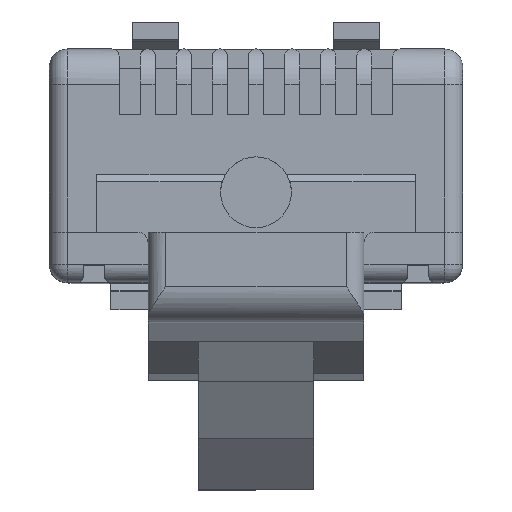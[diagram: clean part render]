
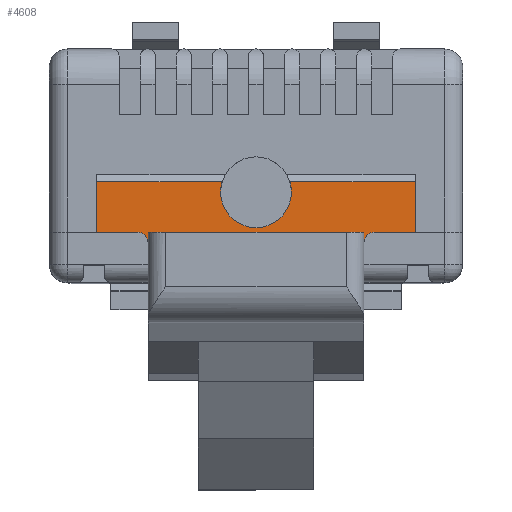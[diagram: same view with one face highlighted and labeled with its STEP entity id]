
A CAD part, top view. The second image highlights one B-rep face of the part: STEP entity #4608.
In plain terms, the highlighted planar face has unit normal (0, 0, 1).
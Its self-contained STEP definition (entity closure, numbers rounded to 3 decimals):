
#13 = DIRECTION ( 'NONE',  ( 1., 0., 0. ) ) ;
#158 = EDGE_CURVE ( 'NONE', #12054, #4261, #7621, .T. ) ;
#383 = EDGE_CURVE ( 'NONE', #12054, #3171, #8221, .T. ) ;
#583 = CARTESIAN_POINT ( 'NONE',  ( 1., -0.75, 0.2 ) ) ;
#601 = ORIENTED_EDGE ( 'NONE', *, *, #10012, .T. ) ;
#644 = EDGE_CURVE ( 'NONE', #6869, #3171, #5714, .T. ) ;
#1308 = DIRECTION ( 'NONE',  ( 1., 0., 0. ) ) ;
#1331 = CARTESIAN_POINT ( 'NONE',  ( -3.05, -0.45, 0.2 ) ) ;
#1379 = CARTESIAN_POINT ( 'NONE',  ( 4.5, -1.88, 0.2 ) ) ;
#1536 = EDGE_CURVE ( 'NONE', #7476, #3858, #5200, .T. ) ;
#1551 = VERTEX_POINT ( 'NONE', #6155 ) ;
#1579 = LINE ( 'NONE', #6333, #4532 ) ;
#1618 = CARTESIAN_POINT ( 'NONE',  ( -0.954, -0.45, 0.2 ) ) ;
#1630 = FACE_OUTER_BOUND ( 'NONE', #6595, .T. ) ;
#1683 = CARTESIAN_POINT ( 'NONE',  ( -5.84, -1.88, 0.2 ) ) ;
#2047 = ORIENTED_EDGE ( 'NONE', *, *, #4650, .T. ) ;
#2095 = PLANE ( 'NONE',  #8280 ) ;
#2166 = AXIS2_PLACEMENT_3D ( 'NONE', #4696, #2720, #5546 ) ;
#2167 = DIRECTION ( 'NONE',  ( 1., 0., 0. ) ) ;
#2295 = ORIENTED_EDGE ( 'NONE', *, *, #11202, .F. ) ;
#2321 = LINE ( 'NONE', #10838, #7602 ) ;
#2720 = DIRECTION ( 'NONE',  ( 0., 0., 1. ) ) ;
#2856 = CIRCLE ( 'NONE', #9369, 1. ) ;
#2902 = DIRECTION ( 'NONE',  ( 1., 0., 0. ) ) ;
#3171 = VERTEX_POINT ( 'NONE', #12125 ) ;
#3289 = ORIENTED_EDGE ( 'NONE', *, *, #1536, .T. ) ;
#3487 = ORIENTED_EDGE ( 'NONE', *, *, #5335, .T. ) ;
#3541 = DIRECTION ( 'NONE',  ( -1., 0., 0. ) ) ;
#3752 = CARTESIAN_POINT ( 'NONE',  ( -3.05, -2.18, 0.2 ) ) ;
#3858 = VERTEX_POINT ( 'NONE', #7804 ) ;
#4085 = DIRECTION ( 'NONE',  ( 0., -1., 0. ) ) ;
#4139 = ORIENTED_EDGE ( 'NONE', *, *, #10543, .F. ) ;
#4228 = CARTESIAN_POINT ( 'NONE',  ( -3.35, -2.18, 0.2 ) ) ;
#4261 = VERTEX_POINT ( 'NONE', #8732 ) ;
#4265 = CIRCLE ( 'NONE', #7792, 0.3 ) ;
#4272 = DIRECTION ( 'NONE',  ( 0., 0., -1. ) ) ;
#4378 = ORIENTED_EDGE ( 'NONE', *, *, #6632, .F. ) ;
#4532 = VECTOR ( 'NONE', #3541, 1000. ) ;
#4608 = ADVANCED_FACE ( 'NONE', ( #1630 ), #2095, .T. ) ;
#4650 = EDGE_CURVE ( 'NONE', #4854, #8883, #4265, .T. ) ;
#4696 = CARTESIAN_POINT ( 'NONE',  ( 0., -0.75, 0.2 ) ) ;
#4854 = VERTEX_POINT ( 'NONE', #12047 ) ;
#4935 = LINE ( 'NONE', #1331, #7124 ) ;
#5200 = LINE ( 'NONE', #11745, #9594 ) ;
#5233 = DIRECTION ( 'NONE',  ( 0., 1., 0. ) ) ;
#5283 = DIRECTION ( 'NONE',  ( 0., -1., 0. ) ) ;
#5335 = EDGE_CURVE ( 'NONE', #10038, #10315, #2321, .T. ) ;
#5364 = LINE ( 'NONE', #6646, #9177 ) ;
#5546 = DIRECTION ( 'NONE',  ( 1., 0., 0. ) ) ;
#5714 = LINE ( 'NONE', #1683, #10269 ) ;
#5728 = VECTOR ( 'NONE', #9838, 1000. ) ;
#5952 = ORIENTED_EDGE ( 'NONE', *, *, #158, .T. ) ;
#6022 = CARTESIAN_POINT ( 'NONE',  ( 0., -0.75, 0.2 ) ) ;
#6128 = ORIENTED_EDGE ( 'NONE', *, *, #383, .F. ) ;
#6155 = CARTESIAN_POINT ( 'NONE',  ( -1., -0.75, 0.2 ) ) ;
#6219 = ORIENTED_EDGE ( 'NONE', *, *, #9480, .F. ) ;
#6264 = EDGE_CURVE ( 'NONE', #6807, #10315, #8020, .T. ) ;
#6265 = DIRECTION ( 'NONE',  ( 0., 0., -1. ) ) ;
#6333 = CARTESIAN_POINT ( 'NONE',  ( -5.84, -1.88, 0.2 ) ) ;
#6414 = ORIENTED_EDGE ( 'NONE', *, *, #6530, .F. ) ;
#6530 = EDGE_CURVE ( 'NONE', #6869, #8883, #4935, .T. ) ;
#6559 = CIRCLE ( 'NONE', #2166, 1. ) ;
#6595 = EDGE_LOOP ( 'NONE', ( #2295, #4139, #3289, #601, #2047, #6414, #11083, #6128, #5952, #6219, #3487, #8535, #11781, #4378 ) ) ;
#6632 = EDGE_CURVE ( 'NONE', #1551, #10255, #6559, .T. ) ;
#6646 = CARTESIAN_POINT ( 'NONE',  ( -5.84, -0.45, 0.2 ) ) ;
#6807 = VERTEX_POINT ( 'NONE', #10055 ) ;
#6869 = VERTEX_POINT ( 'NONE', #9220 ) ;
#6896 = CARTESIAN_POINT ( 'NONE',  ( -5.84, -1.88, 0.2 ) ) ;
#6951 = CARTESIAN_POINT ( 'NONE',  ( -5.84, -0.45, 0.2 ) ) ;
#6973 = DIRECTION ( 'NONE',  ( 0., 0., 1. ) ) ;
#7124 = VECTOR ( 'NONE', #4085, 1000. ) ;
#7190 = DIRECTION ( 'NONE',  ( 0., -1., 0. ) ) ;
#7321 = CIRCLE ( 'NONE', #9000, 1. ) ;
#7476 = VERTEX_POINT ( 'NONE', #8076 ) ;
#7602 = VECTOR ( 'NONE', #5233, 1000. ) ;
#7621 = CIRCLE ( 'NONE', #8554, 0.3 ) ;
#7743 = EDGE_CURVE ( 'NONE', #10255, #6807, #7321, .T. ) ;
#7792 = AXIS2_PLACEMENT_3D ( 'NONE', #4228, #4272, #11670 ) ;
#7804 = CARTESIAN_POINT ( 'NONE',  ( -4.5, -1.88, 0.2 ) ) ;
#8020 = LINE ( 'NONE', #12022, #9200 ) ;
#8076 = CARTESIAN_POINT ( 'NONE',  ( -4.5, -0.45, 0.2 ) ) ;
#8221 = LINE ( 'NONE', #11667, #5728 ) ;
#8280 = AXIS2_PLACEMENT_3D ( 'NONE', #6951, #10652, #8723 ) ;
#8535 = ORIENTED_EDGE ( 'NONE', *, *, #6264, .F. ) ;
#8554 = AXIS2_PLACEMENT_3D ( 'NONE', #11858, #6265, #7190 ) ;
#8723 = DIRECTION ( 'NONE',  ( 0., -1., 0. ) ) ;
#8732 = CARTESIAN_POINT ( 'NONE',  ( 3.35, -1.88, 0.2 ) ) ;
#8818 = CARTESIAN_POINT ( 'NONE',  ( 3.05, -2.18, 0.2 ) ) ;
#8878 = DIRECTION ( 'NONE',  ( 1., 0., 0. ) ) ;
#8883 = VERTEX_POINT ( 'NONE', #3752 ) ;
#9000 = AXIS2_PLACEMENT_3D ( 'NONE', #6022, #11534, #2167 ) ;
#9177 = VECTOR ( 'NONE', #13, 1000. ) ;
#9200 = VECTOR ( 'NONE', #10379, 1000. ) ;
#9220 = CARTESIAN_POINT ( 'NONE',  ( -3.05, -1.88, 0.2 ) ) ;
#9369 = AXIS2_PLACEMENT_3D ( 'NONE', #10707, #6973, #8878 ) ;
#9474 = VECTOR ( 'NONE', #1308, 1000. ) ;
#9480 = EDGE_CURVE ( 'NONE', #10038, #4261, #1579, .T. ) ;
#9594 = VECTOR ( 'NONE', #5283, 1000. ) ;
#9623 = LINE ( 'NONE', #6896, #9474 ) ;
#9838 = DIRECTION ( 'NONE',  ( 0., 1., 0. ) ) ;
#10012 = EDGE_CURVE ( 'NONE', #3858, #4854, #9623, .T. ) ;
#10038 = VERTEX_POINT ( 'NONE', #1379 ) ;
#10055 = CARTESIAN_POINT ( 'NONE',  ( 0.954, -0.45, 0.2 ) ) ;
#10255 = VERTEX_POINT ( 'NONE', #583 ) ;
#10265 = VERTEX_POINT ( 'NONE', #1618 ) ;
#10269 = VECTOR ( 'NONE', #2902, 1000. ) ;
#10315 = VERTEX_POINT ( 'NONE', #10942 ) ;
#10379 = DIRECTION ( 'NONE',  ( 1., 0., 0. ) ) ;
#10543 = EDGE_CURVE ( 'NONE', #7476, #10265, #5364, .T. ) ;
#10652 = DIRECTION ( 'NONE',  ( 0., 0., 1. ) ) ;
#10707 = CARTESIAN_POINT ( 'NONE',  ( 0., -0.75, 0.2 ) ) ;
#10838 = CARTESIAN_POINT ( 'NONE',  ( 4.5, -0.45, 0.2 ) ) ;
#10942 = CARTESIAN_POINT ( 'NONE',  ( 4.5, -0.45, 0.2 ) ) ;
#11083 = ORIENTED_EDGE ( 'NONE', *, *, #644, .T. ) ;
#11202 = EDGE_CURVE ( 'NONE', #10265, #1551, #2856, .T. ) ;
#11534 = DIRECTION ( 'NONE',  ( 0., 0., 1. ) ) ;
#11667 = CARTESIAN_POINT ( 'NONE',  ( 3.05, -2.8, 0.2 ) ) ;
#11670 = DIRECTION ( 'NONE',  ( 0., -1., 0. ) ) ;
#11745 = CARTESIAN_POINT ( 'NONE',  ( -4.5, -0.45, 0.2 ) ) ;
#11781 = ORIENTED_EDGE ( 'NONE', *, *, #7743, .F. ) ;
#11858 = CARTESIAN_POINT ( 'NONE',  ( 3.35, -2.18, 0.2 ) ) ;
#12022 = CARTESIAN_POINT ( 'NONE',  ( -5.84, -0.45, 0.2 ) ) ;
#12047 = CARTESIAN_POINT ( 'NONE',  ( -3.35, -1.88, 0.2 ) ) ;
#12054 = VERTEX_POINT ( 'NONE', #8818 ) ;
#12125 = CARTESIAN_POINT ( 'NONE',  ( 3.05, -1.88, 0.2 ) ) ;
